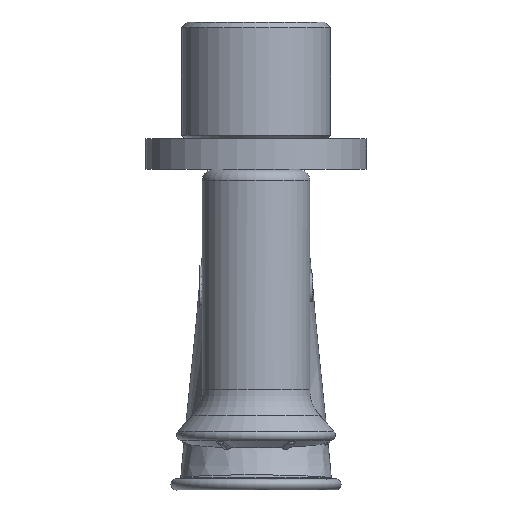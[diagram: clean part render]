
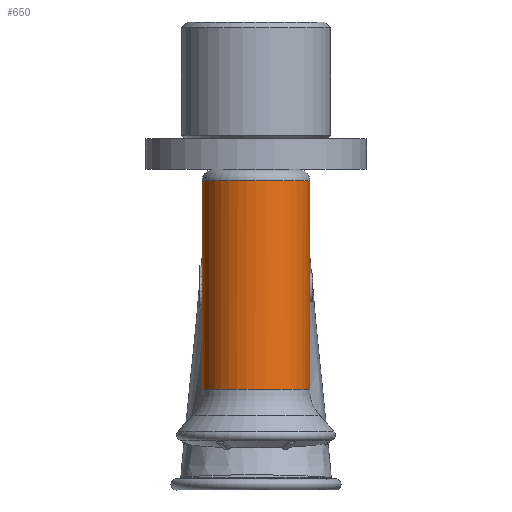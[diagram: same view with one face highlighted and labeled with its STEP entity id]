
A CAD part, left-side view. The second image highlights one B-rep face of the part: STEP entity #650.
In plain terms, the highlighted cylindrical face has radius 4.75 mm (diameter 9.5 mm), a partial arc.
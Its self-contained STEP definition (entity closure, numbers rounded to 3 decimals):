
#650 = ADVANCED_FACE( '', ( #1532 ), #1533, .T. );
#1532 = FACE_OUTER_BOUND( '', #3168, .T. );
#1533 = CYLINDRICAL_SURFACE( '', #3169, 4.75 );
#3168 = EDGE_LOOP( '', ( #7854, #7855, #7856, #7857, #7858 ) );
#3169 = AXIS2_PLACEMENT_3D( '', #7859, #7860, #7861 );
#7854 = ORIENTED_EDGE( '', *, *, #10850, .T. );
#7855 = ORIENTED_EDGE( '', *, *, #10555, .T. );
#7856 = ORIENTED_EDGE( '', *, *, #10406, .T. );
#7857 = ORIENTED_EDGE( '', *, *, #10323, .T. );
#7858 = ORIENTED_EDGE( '', *, *, #10851, .F. );
#7859 = CARTESIAN_POINT( '', ( -10.5, 0., 0. ) );
#7860 = DIRECTION( '', ( 0., 0., -1. ) );
#7861 = DIRECTION( '', ( 1., 0., 0. ) );
#10323 = EDGE_CURVE( '', #11668, #11666, #11669, .T. );
#10406 = EDGE_CURVE( '', #11827, #11668, #11828, .F. );
#10555 = EDGE_CURVE( '', #12094, #11827, #12095, .T. );
#10850 = EDGE_CURVE( '', #12286, #12094, #12569, .T. );
#10851 = EDGE_CURVE( '', #12286, #11666, #12570, .F. );
#11666 = VERTEX_POINT( '', #13677 );
#11668 = VERTEX_POINT( '', #13679 );
#11669 = CIRCLE( '', #13680, 4.75 );
#11827 = VERTEX_POINT( '', #14037 );
#11828 = LINE( '', #14038, #14039 );
#12094 = VERTEX_POINT( '', #14835 );
#12095 = B_SPLINE_CURVE_WITH_KNOTS( '', 3, ( #14836, #14837, #14838, #14839 ), .UNSPECIFIED., .F., .F., ( 4, 4 ), ( 0., 0. ), .UNSPECIFIED. );
#12286 = VERTEX_POINT( '', #15487 );
#12569 = CIRCLE( '', #16173, 4.75 );
#12570 = LINE( '', #16174, #16175 );
#13677 = CARTESIAN_POINT( '', ( -10.5, 4.75, 27.27 ) );
#13679 = CARTESIAN_POINT( '', ( -10.5, -4.75, 27.27 ) );
#13680 = AXIS2_PLACEMENT_3D( '', #18998, #18999, #19000 );
#14037 = CARTESIAN_POINT( '', ( -10.5, -4.75, 9.124 ) );
#14038 = CARTESIAN_POINT( '', ( -10.5, -4.75, 8.876 ) );
#14039 = VECTOR( '', #19042, 1000. );
#14835 = CARTESIAN_POINT( '', ( -10.641, -4.748, 8.876 ) );
#14836 = CARTESIAN_POINT( '', ( -10.641, -4.748, 8.876 ) );
#14837 = CARTESIAN_POINT( '', ( -10.593, -4.749, 8.958 ) );
#14838 = CARTESIAN_POINT( '', ( -10.546, -4.75, 9.041 ) );
#14839 = CARTESIAN_POINT( '', ( -10.5, -4.75, 9.124 ) );
#15487 = CARTESIAN_POINT( '', ( -10.5, 4.75, 8.876 ) );
#16173 = AXIS2_PLACEMENT_3D( '', #19272, #19273, #19274 );
#16174 = CARTESIAN_POINT( '', ( -10.5, 4.75, 8.876 ) );
#16175 = VECTOR( '', #19275, 1000. );
#18998 = CARTESIAN_POINT( '', ( -10.5, 0., 27.27 ) );
#18999 = DIRECTION( '', ( 0., 0., -1. ) );
#19000 = DIRECTION( '', ( -1., 0., 0. ) );
#19042 = DIRECTION( '', ( 0., 0., -1. ) );
#19272 = CARTESIAN_POINT( '', ( -10.5, 0., 8.876 ) );
#19273 = DIRECTION( '', ( 0., 0., 1. ) );
#19274 = DIRECTION( '', ( 0., 1., 0. ) );
#19275 = DIRECTION( '', ( 0., 0., -1. ) );
